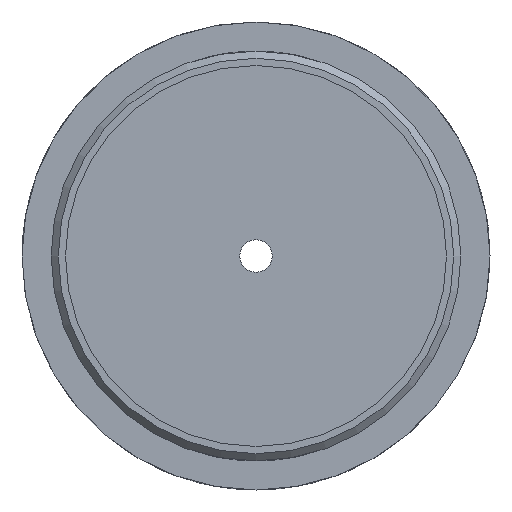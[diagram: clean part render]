
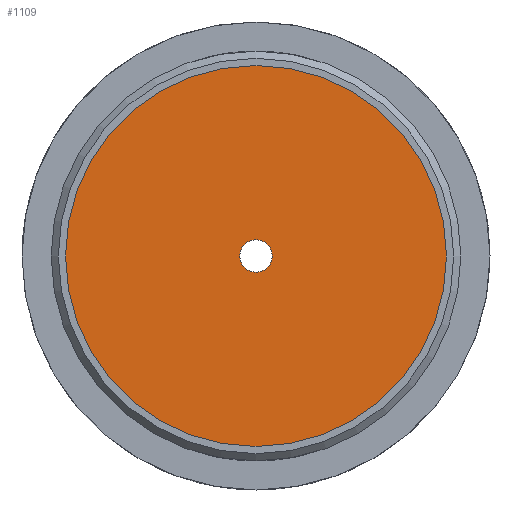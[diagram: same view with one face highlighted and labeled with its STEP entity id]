
A CAD part, front view. The second image highlights one B-rep face of the part: STEP entity #1109.
In plain terms, the highlighted planar face has unit normal (0, -1, 0).
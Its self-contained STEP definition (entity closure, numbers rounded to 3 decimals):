
#18=FACE_BOUND('',#192,.T.);
#68=PLANE('',#1253);
#125=FACE_OUTER_BOUND('',#191,.T.);
#191=EDGE_LOOP('',(#972));
#192=EDGE_LOOP('',(#973));
#407=CIRCLE('',#1252,2.25);
#408=CIRCLE('',#1254,28.5);
#507=VERTEX_POINT('',#2081);
#508=VERTEX_POINT('',#2085);
#666=EDGE_CURVE('',#507,#507,#407,.T.);
#667=EDGE_CURVE('',#508,#508,#408,.T.);
#972=ORIENTED_EDGE('',*,*,#667,.F.);
#973=ORIENTED_EDGE('',*,*,#666,.T.);
#1109=ADVANCED_FACE('',(#125,#18),#68,.F.);
#1252=AXIS2_PLACEMENT_3D('',#2083,#1587,#1588);
#1253=AXIS2_PLACEMENT_3D('',#2084,#1589,#1590);
#1254=AXIS2_PLACEMENT_3D('',#2086,#1591,#1592);
#1587=DIRECTION('center_axis',(0.,1.,0.));
#1588=DIRECTION('ref_axis',(-1.,0.,0.));
#1589=DIRECTION('center_axis',(0.,1.,0.));
#1590=DIRECTION('ref_axis',(1.,0.,0.));
#1591=DIRECTION('center_axis',(0.,1.,0.));
#1592=DIRECTION('ref_axis',(1.,0.,0.));
#2081=CARTESIAN_POINT('',(2.25,60.,0.));
#2083=CARTESIAN_POINT('Origin',(0.,60.,0.));
#2084=CARTESIAN_POINT('Origin',(0.,60.,0.));
#2085=CARTESIAN_POINT('',(-28.5,60.,0.));
#2086=CARTESIAN_POINT('Origin',(0.,60.,0.));
